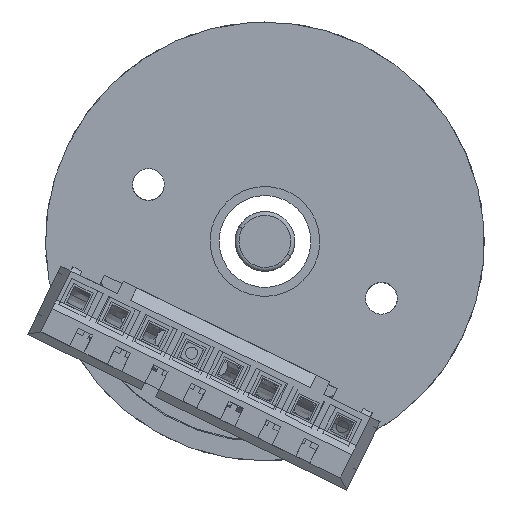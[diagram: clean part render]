
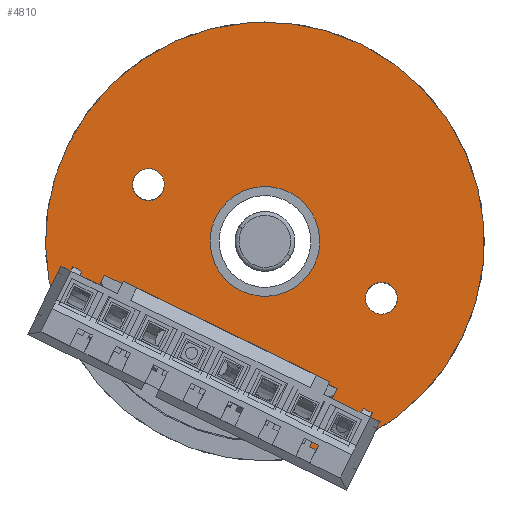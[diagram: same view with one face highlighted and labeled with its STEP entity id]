
A CAD part, front view. The second image highlights one B-rep face of the part: STEP entity #4810.
In plain terms, the highlighted planar face has unit normal (0, -1, 0).
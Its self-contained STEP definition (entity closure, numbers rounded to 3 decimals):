
#93 = CIRCLE ( 'NONE', #5524, 0.8 ) ;
#290 = ORIENTED_EDGE ( 'NONE', *, *, #7496, .F. ) ;
#330 = ORIENTED_EDGE ( 'NONE', *, *, #17742, .F. ) ;
#602 = FACE_OUTER_BOUND ( 'NONE', #17771, .T. ) ;
#803 = DIRECTION ( 'NONE',  ( 0., -1., 0. ) ) ;
#964 = VERTEX_POINT ( 'NONE', #4500 ) ;
#1015 = FACE_BOUND ( 'NONE', #4032, .T. ) ;
#1056 = CARTESIAN_POINT ( 'NONE',  ( 0., 0., 0. ) ) ;
#1139 = CARTESIAN_POINT ( 'NONE',  ( 8.874, 0., -6.5 ) ) ;
#1249 = ORIENTED_EDGE ( 'NONE', *, *, #10929, .F. ) ;
#1288 = DIRECTION ( 'NONE',  ( 0., 0., -1. ) ) ;
#1333 = CARTESIAN_POINT ( 'NONE',  ( 0., 0., 7.3 ) ) ;
#1363 = DIRECTION ( 'NONE',  ( 1., 0., 0. ) ) ;
#1504 = CARTESIAN_POINT ( 'NONE',  ( 0., 0., -6.5 ) ) ;
#1671 = CARTESIAN_POINT ( 'NONE',  ( 0., 0., 0. ) ) ;
#1968 = PLANE ( 'NONE',  #3607 ) ;
#2419 = ORIENTED_EDGE ( 'NONE', *, *, #7507, .F. ) ;
#2465 = DIRECTION ( 'NONE',  ( 0., 0., -1. ) ) ;
#2476 = VERTEX_POINT ( 'NONE', #10938 ) ;
#2581 = EDGE_CURVE ( 'NONE', #964, #5904, #18068, .T. ) ;
#2700 = CARTESIAN_POINT ( 'NONE',  ( 0., 0., 6.5 ) ) ;
#2843 = AXIS2_PLACEMENT_3D ( 'NONE', #1504, #11321, #2917 ) ;
#2917 = DIRECTION ( 'NONE',  ( 0., 0., -1. ) ) ;
#3076 = LINE ( 'NONE', #15386, #9622 ) ;
#3079 = DIRECTION ( 'NONE',  ( 0., 0., -1. ) ) ;
#3156 = VERTEX_POINT ( 'NONE', #14229 ) ;
#3244 = EDGE_CURVE ( 'NONE', #10118, #16280, #14934, .T. ) ;
#3361 = CIRCLE ( 'NONE', #16686, 0.8 ) ;
#3442 = DIRECTION ( 'NONE',  ( 0., 0., -1. ) ) ;
#3547 = VECTOR ( 'NONE', #1363, 1000. ) ;
#3607 = AXIS2_PLACEMENT_3D ( 'NONE', #13185, #11813, #3442 ) ;
#3654 = CARTESIAN_POINT ( 'NONE',  ( 8.874, 0., 6.5 ) ) ;
#4032 = EDGE_LOOP ( 'NONE', ( #1249, #12023 ) ) ;
#4152 = DIRECTION ( 'NONE',  ( 0., 0., -1. ) ) ;
#4500 = CARTESIAN_POINT ( 'NONE',  ( 5.05, 0., -6.5 ) ) ;
#4635 = CARTESIAN_POINT ( 'NONE',  ( 0., 0., 0. ) ) ;
#4810 = ADVANCED_FACE ( 'NONE', ( #1015, #14676, #602, #10887 ), #1968, .T. ) ;
#4888 = CARTESIAN_POINT ( 'NONE',  ( 0., 0., 0. ) ) ;
#5009 = EDGE_CURVE ( 'NONE', #2476, #5904, #9393, .T. ) ;
#5251 = ORIENTED_EDGE ( 'NONE', *, *, #3244, .T. ) ;
#5435 = CARTESIAN_POINT ( 'NONE',  ( 0., 0., 6.5 ) ) ;
#5524 = AXIS2_PLACEMENT_3D ( 'NONE', #18178, #9683, #1288 ) ;
#5904 = VERTEX_POINT ( 'NONE', #1139 ) ;
#6043 = DIRECTION ( 'NONE',  ( 0., 0., -1. ) ) ;
#6256 = VERTEX_POINT ( 'NONE', #13917 ) ;
#6293 = DIRECTION ( 'NONE',  ( 0., 0., -1. ) ) ;
#6755 = ORIENTED_EDGE ( 'NONE', *, *, #11043, .F. ) ;
#6838 = DIRECTION ( 'NONE',  ( 0., 0., -1. ) ) ;
#7345 = AXIS2_PLACEMENT_3D ( 'NONE', #1671, #11469, #3079 ) ;
#7496 = EDGE_CURVE ( 'NONE', #9593, #964, #8220, .T. ) ;
#7507 = EDGE_CURVE ( 'NONE', #17721, #11903, #15252, .T. ) ;
#7510 = AXIS2_PLACEMENT_3D ( 'NONE', #4888, #14670, #6293 ) ;
#7787 = EDGE_CURVE ( 'NONE', #13522, #6256, #93, .T. ) ;
#7814 = VECTOR ( 'NONE', #14543, 1000. ) ;
#8031 = ORIENTED_EDGE ( 'NONE', *, *, #7787, .F. ) ;
#8123 = CIRCLE ( 'NONE', #16472, 0.8 ) ;
#8220 = LINE ( 'NONE', #10337, #7814 ) ;
#8823 = CARTESIAN_POINT ( 'NONE',  ( 0., 0., 11. ) ) ;
#8831 = EDGE_CURVE ( 'NONE', #17117, #3156, #3361, .T. ) ;
#9203 = CARTESIAN_POINT ( 'NONE',  ( 0., 0., 0. ) ) ;
#9232 = EDGE_CURVE ( 'NONE', #16280, #2476, #11212, .T. ) ;
#9393 = CIRCLE ( 'NONE', #10170, 11. ) ;
#9517 = EDGE_LOOP ( 'NONE', ( #12333, #2419 ) ) ;
#9593 = VERTEX_POINT ( 'NONE', #14306 ) ;
#9622 = VECTOR ( 'NONE', #18255, 1000. ) ;
#9683 = DIRECTION ( 'NONE',  ( 0., -1., 0. ) ) ;
#10118 = VERTEX_POINT ( 'NONE', #3654 ) ;
#10170 = AXIS2_PLACEMENT_3D ( 'NONE', #1056, #10868, #2465 ) ;
#10337 = CARTESIAN_POINT ( 'NONE',  ( 5.05, 0., 0. ) ) ;
#10603 = DIRECTION ( 'NONE',  ( 0., 0., -1. ) ) ;
#10868 = DIRECTION ( 'NONE',  ( 0., -1., 0. ) ) ;
#10887 = FACE_BOUND ( 'NONE', #9517, .T. ) ;
#10911 = ORIENTED_EDGE ( 'NONE', *, *, #2581, .F. ) ;
#10929 = EDGE_CURVE ( 'NONE', #3156, #17117, #8123, .T. ) ;
#10938 = CARTESIAN_POINT ( 'NONE',  ( 0., 0., -11. ) ) ;
#11043 = EDGE_CURVE ( 'NONE', #10118, #9593, #3076, .T. ) ;
#11212 = CIRCLE ( 'NONE', #18245, 11. ) ;
#11321 = DIRECTION ( 'NONE',  ( 0., -1., 0. ) ) ;
#11456 = ORIENTED_EDGE ( 'NONE', *, *, #9232, .T. ) ;
#11469 = DIRECTION ( 'NONE',  ( 0., -1., 0. ) ) ;
#11813 = DIRECTION ( 'NONE',  ( 0., -1., 0. ) ) ;
#11903 = VERTEX_POINT ( 'NONE', #16761 ) ;
#12023 = ORIENTED_EDGE ( 'NONE', *, *, #8831, .F. ) ;
#12333 = ORIENTED_EDGE ( 'NONE', *, *, #14262, .F. ) ;
#12504 = DIRECTION ( 'NONE',  ( 0., -1., 0. ) ) ;
#12673 = CARTESIAN_POINT ( 'NONE',  ( 0., 0., 2.75 ) ) ;
#12874 = AXIS2_PLACEMENT_3D ( 'NONE', #4635, #14417, #6043 ) ;
#13139 = CIRCLE ( 'NONE', #7345, 2.75 ) ;
#13185 = CARTESIAN_POINT ( 'NONE',  ( 2.75, 0., 0. ) ) ;
#13522 = VERTEX_POINT ( 'NONE', #17662 ) ;
#13670 = CIRCLE ( 'NONE', #2843, 0.8 ) ;
#13917 = CARTESIAN_POINT ( 'NONE',  ( 0., 0., -5.7 ) ) ;
#14229 = CARTESIAN_POINT ( 'NONE',  ( 0., 0., 5.7 ) ) ;
#14262 = EDGE_CURVE ( 'NONE', #11903, #17721, #13139, .T. ) ;
#14306 = CARTESIAN_POINT ( 'NONE',  ( 5.05, 0., 6.5 ) ) ;
#14417 = DIRECTION ( 'NONE',  ( 0., -1., 0. ) ) ;
#14543 = DIRECTION ( 'NONE',  ( 0., 0., -1. ) ) ;
#14670 = DIRECTION ( 'NONE',  ( 0., -1., 0. ) ) ;
#14676 = FACE_BOUND ( 'NONE', #17250, .T. ) ;
#14934 = CIRCLE ( 'NONE', #12874, 11. ) ;
#15203 = DIRECTION ( 'NONE',  ( 0., -1., 0. ) ) ;
#15252 = CIRCLE ( 'NONE', #7510, 2.75 ) ;
#15386 = CARTESIAN_POINT ( 'NONE',  ( 2.75, 0., 6.5 ) ) ;
#16280 = VERTEX_POINT ( 'NONE', #8823 ) ;
#16472 = AXIS2_PLACEMENT_3D ( 'NONE', #5435, #15203, #6838 ) ;
#16686 = AXIS2_PLACEMENT_3D ( 'NONE', #2700, #12504, #4152 ) ;
#16761 = CARTESIAN_POINT ( 'NONE',  ( 0., 0., -2.75 ) ) ;
#16834 = CARTESIAN_POINT ( 'NONE',  ( 2.75, 0., -6.5 ) ) ;
#16994 = ORIENTED_EDGE ( 'NONE', *, *, #5009, .T. ) ;
#17117 = VERTEX_POINT ( 'NONE', #1333 ) ;
#17250 = EDGE_LOOP ( 'NONE', ( #8031, #330 ) ) ;
#17662 = CARTESIAN_POINT ( 'NONE',  ( 0., 0., -7.3 ) ) ;
#17721 = VERTEX_POINT ( 'NONE', #12673 ) ;
#17742 = EDGE_CURVE ( 'NONE', #6256, #13522, #13670, .T. ) ;
#17771 = EDGE_LOOP ( 'NONE', ( #10911, #290, #6755, #5251, #11456, #16994 ) ) ;
#18068 = LINE ( 'NONE', #16834, #3547 ) ;
#18178 = CARTESIAN_POINT ( 'NONE',  ( 0., 0., -6.5 ) ) ;
#18245 = AXIS2_PLACEMENT_3D ( 'NONE', #9203, #803, #10603 ) ;
#18255 = DIRECTION ( 'NONE',  ( -1., 0., 0. ) ) ;
